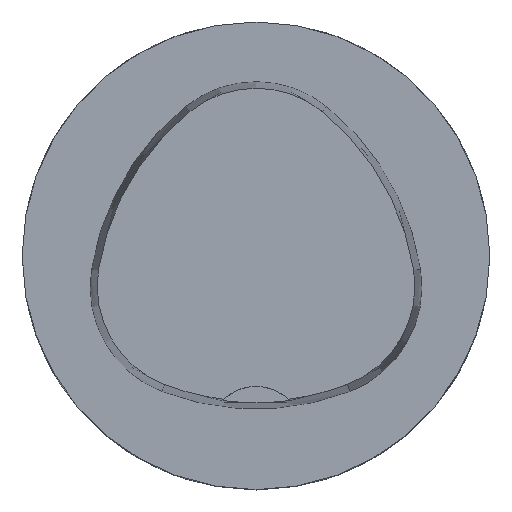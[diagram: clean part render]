
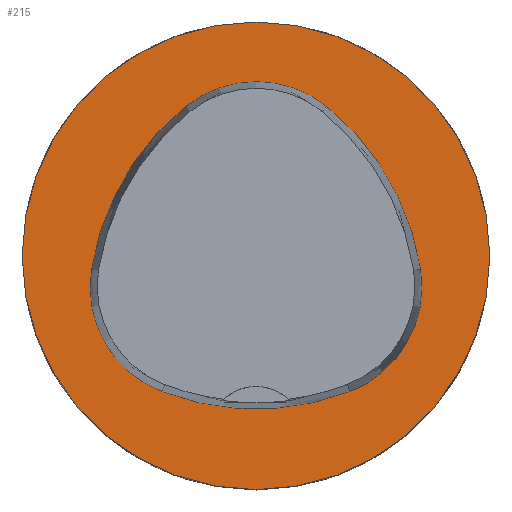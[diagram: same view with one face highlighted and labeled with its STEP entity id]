
A CAD part, top view. The second image highlights one B-rep face of the part: STEP entity #215.
In plain terms, the highlighted planar face has unit normal (0, 0, 1).
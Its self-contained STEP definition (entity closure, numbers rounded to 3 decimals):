
#215=ADVANCED_FACE('',(#425,#426),#260,.T.);
#260=PLANE('',#1242);
#425=FACE_BOUND('',#480,.T.);
#426=FACE_BOUND('',#481,.T.);
#480=EDGE_LOOP('',(#682,#683,#684,#685,#686,#687));
#481=EDGE_LOOP('',(#688));
#682=ORIENTED_EDGE('',*,*,#1001,.T.);
#683=ORIENTED_EDGE('',*,*,#981,.T.);
#684=ORIENTED_EDGE('',*,*,#985,.T.);
#685=ORIENTED_EDGE('',*,*,#988,.T.);
#686=ORIENTED_EDGE('',*,*,#991,.T.);
#687=ORIENTED_EDGE('',*,*,#999,.T.);
#688=ORIENTED_EDGE('',*,*,#972,.F.);
#862=VERTEX_POINT('',#1968);
#871=VERTEX_POINT('',#1987);
#872=VERTEX_POINT('',#1988);
#875=VERTEX_POINT('',#1996);
#877=VERTEX_POINT('',#2002);
#879=VERTEX_POINT('',#2008);
#886=VERTEX_POINT('',#2029);
#972=EDGE_CURVE('',#862,#862,#1056,.T.);
#981=EDGE_CURVE('',#871,#872,#1057,.T.);
#985=EDGE_CURVE('',#872,#875,#1059,.T.);
#988=EDGE_CURVE('',#875,#877,#1061,.T.);
#991=EDGE_CURVE('',#877,#879,#1063,.T.);
#999=EDGE_CURVE('',#879,#886,#1067,.T.);
#1001=EDGE_CURVE('',#886,#871,#1069,.T.);
#1056=CIRCLE('',#1214,25.);
#1057=CIRCLE('',#1220,28.);
#1059=CIRCLE('',#1223,12.);
#1061=CIRCLE('',#1226,28.);
#1063=CIRCLE('',#1229,12.);
#1067=CIRCLE('',#1234,28.);
#1069=CIRCLE('',#1237,12.);
#1214=AXIS2_PLACEMENT_3D('',#1967,#1446,#1447);
#1220=AXIS2_PLACEMENT_3D('',#1986,#1462,#1463);
#1223=AXIS2_PLACEMENT_3D('',#1995,#1470,#1471);
#1226=AXIS2_PLACEMENT_3D('',#2001,#1477,#1478);
#1229=AXIS2_PLACEMENT_3D('',#2007,#1484,#1485);
#1234=AXIS2_PLACEMENT_3D('',#2030,#1496,#1497);
#1237=AXIS2_PLACEMENT_3D('',#2033,#1502,#1503);
#1242=AXIS2_PLACEMENT_3D('',#2038,#1512,#1513);
#1446=DIRECTION('',(0.,0.,-1.));
#1447=DIRECTION('',(-1.,0.,0.));
#1462=DIRECTION('',(0.,0.,-1.));
#1463=DIRECTION('',(-1.,0.,0.));
#1470=DIRECTION('',(0.,0.,-1.));
#1471=DIRECTION('',(-1.,0.,0.));
#1477=DIRECTION('',(0.,0.,-1.));
#1478=DIRECTION('',(-1.,0.,0.));
#1484=DIRECTION('',(0.,0.,-1.));
#1485=DIRECTION('',(-1.,0.,0.));
#1496=DIRECTION('',(0.,0.,-1.));
#1497=DIRECTION('',(-1.,0.,0.));
#1502=DIRECTION('',(0.,0.,-1.));
#1503=DIRECTION('',(-1.,0.,0.));
#1512=DIRECTION('',(0.,0.,1.));
#1513=DIRECTION('',(1.,0.,0.));
#1967=CARTESIAN_POINT('',(0.,0.,0.));
#1968=CARTESIAN_POINT('',(-25.,0.,0.));
#1986=CARTESIAN_POINT('',(10.068,-5.824,0.));
#1987=CARTESIAN_POINT('',(-17.584,-1.424,0.));
#1988=CARTESIAN_POINT('',(-7.531,15.953,0.));
#1995=CARTESIAN_POINT('',(0.011,6.62,0.));
#1996=CARTESIAN_POINT('',(7.567,15.942,0.));
#2001=CARTESIAN_POINT('',(-10.063,-5.81,0.));
#2002=CARTESIAN_POINT('',(17.59,-1.418,0.));
#2007=CARTESIAN_POINT('',(5.739,-3.3,0.));
#2008=CARTESIAN_POINT('',(10.05,-14.499,0.));
#2029=CARTESIAN_POINT('',(-10.025,-14.516,0.));
#2030=CARTESIAN_POINT('',(-0.01,11.631,0.));
#2033=CARTESIAN_POINT('',(-5.733,-3.31,0.));
#2038=CARTESIAN_POINT('',(0.,0.,0.));
